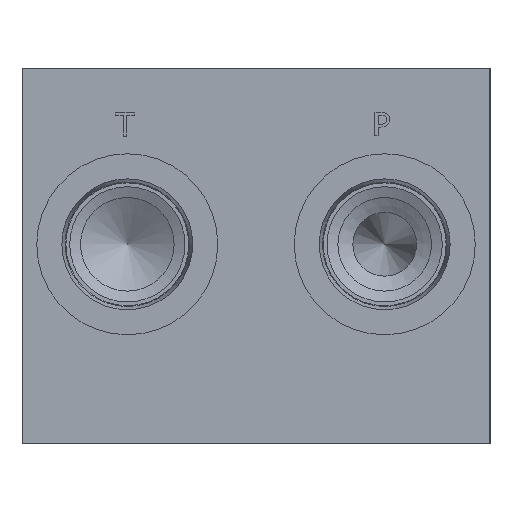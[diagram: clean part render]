
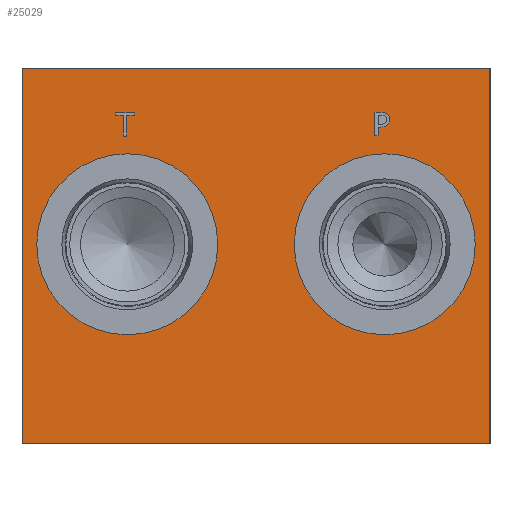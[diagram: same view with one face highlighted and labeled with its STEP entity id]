
A CAD part, left-side view. The second image highlights one B-rep face of the part: STEP entity #25029.
In plain terms, the highlighted planar face has unit normal (-1, 0, 0).
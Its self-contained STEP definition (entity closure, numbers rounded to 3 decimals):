
#667=FACE_BOUND('',#4315,.T.);
#668=FACE_BOUND('',#4316,.T.);
#669=FACE_BOUND('',#4317,.T.);
#670=FACE_BOUND('',#4318,.T.);
#1068=PLANE('',#26239);
#2864=FACE_OUTER_BOUND('',#4314,.T.);
#4314=EDGE_LOOP('',(#20176,#20177,#20178,#20179));
#4315=EDGE_LOOP('',(#20180,#20181));
#4316=EDGE_LOOP('',(#20182,#20183));
#4317=EDGE_LOOP('',(#20184,#20185,#20186,#20187,#20188,#20189,#20190,#20191));
#4318=EDGE_LOOP('',(#20192,#20193,#20194,#20195,#20196,#20197,#20198,#20199,
#20200));
#5836=B_SPLINE_CURVE_WITH_KNOTS('',2,(#39377,#39378,#39379,#39380),
 .UNSPECIFIED.,.F.,.F.,(3,1,3),(0.,1.,2.),.UNSPECIFIED.);
#5838=B_SPLINE_CURVE_WITH_KNOTS('',2,(#39398,#39399,#39400,#39401),
 .UNSPECIFIED.,.F.,.F.,(3,1,3),(0.,1.,2.),.UNSPECIFIED.);
#5840=B_SPLINE_CURVE_WITH_KNOTS('',2,(#39447,#39448,#39449,#39450),
 .UNSPECIFIED.,.F.,.F.,(3,1,3),(0.,1.,2.),.UNSPECIFIED.);
#5842=B_SPLINE_CURVE_WITH_KNOTS('',2,(#39465,#39466,#39467,#39468),
 .UNSPECIFIED.,.F.,.F.,(3,1,3),(0.,1.,2.),.UNSPECIFIED.);
#6137=CIRCLE('',#26240,24.562);
#6138=CIRCLE('',#26241,24.562);
#6139=CIRCLE('',#26242,24.562);
#6140=CIRCLE('',#26243,24.562);
#6754=LINE('',#33013,#8950);
#6931=LINE('',#34251,#9127);
#7231=LINE('',#35873,#9427);
#7832=LINE('',#39410,#10028);
#7835=LINE('',#39416,#10031);
#7838=LINE('',#39422,#10034);
#7841=LINE('',#39428,#10037);
#7844=LINE('',#39434,#10040);
#7848=LINE('',#39475,#10044);
#7849=LINE('',#39486,#10045);
#7850=LINE('',#39488,#10046);
#7851=LINE('',#39490,#10047);
#7852=LINE('',#39492,#10048);
#7853=LINE('',#39494,#10049);
#7854=LINE('',#39496,#10050);
#7855=LINE('',#39498,#10051);
#7856=LINE('',#39499,#10052);
#8950=VECTOR('',#27581,10.);
#9127=VECTOR('',#27880,10.);
#9427=VECTOR('',#28244,10.);
#10028=VECTOR('',#29277,10.);
#10031=VECTOR('',#29282,10.);
#10034=VECTOR('',#29287,10.);
#10037=VECTOR('',#29292,10.);
#10040=VECTOR('',#29297,10.);
#10044=VECTOR('',#29305,10.);
#10045=VECTOR('',#29314,10.);
#10046=VECTOR('',#29315,10.);
#10047=VECTOR('',#29316,10.);
#10048=VECTOR('',#29317,10.);
#10049=VECTOR('',#29318,10.);
#10050=VECTOR('',#29319,10.);
#10051=VECTOR('',#29320,10.);
#10052=VECTOR('',#29321,10.);
#11136=VERTEX_POINT('',#33009);
#11138=VERTEX_POINT('',#33012);
#11378=VERTEX_POINT('',#34249);
#11836=VERTEX_POINT('',#35872);
#12374=VERTEX_POINT('',#39375);
#12375=VERTEX_POINT('',#39376);
#12378=VERTEX_POINT('',#39397);
#12380=VERTEX_POINT('',#39409);
#12382=VERTEX_POINT('',#39415);
#12384=VERTEX_POINT('',#39421);
#12386=VERTEX_POINT('',#39427);
#12388=VERTEX_POINT('',#39433);
#12390=VERTEX_POINT('',#39446);
#12392=VERTEX_POINT('',#39476);
#12393=VERTEX_POINT('',#39477);
#12394=VERTEX_POINT('',#39480);
#12395=VERTEX_POINT('',#39481);
#12396=VERTEX_POINT('',#39484);
#12397=VERTEX_POINT('',#39485);
#12398=VERTEX_POINT('',#39487);
#12399=VERTEX_POINT('',#39489);
#12400=VERTEX_POINT('',#39491);
#12401=VERTEX_POINT('',#39493);
#12402=VERTEX_POINT('',#39495);
#12403=VERTEX_POINT('',#39497);
#13614=EDGE_CURVE('',#11138,#11136,#6754,.T.);
#13925=EDGE_CURVE('',#11136,#11378,#6931,.T.);
#14415=EDGE_CURVE('',#11138,#11836,#7231,.T.);
#15269=EDGE_CURVE('',#12374,#12375,#5836,.T.);
#15273=EDGE_CURVE('',#12378,#12374,#5838,.T.);
#15276=EDGE_CURVE('',#12380,#12378,#7832,.T.);
#15279=EDGE_CURVE('',#12382,#12380,#7835,.T.);
#15282=EDGE_CURVE('',#12384,#12382,#7838,.T.);
#15285=EDGE_CURVE('',#12386,#12384,#7841,.T.);
#15288=EDGE_CURVE('',#12388,#12386,#7844,.T.);
#15291=EDGE_CURVE('',#12390,#12388,#5840,.T.);
#15294=EDGE_CURVE('',#12375,#12390,#5842,.T.);
#15296=EDGE_CURVE('',#11836,#11378,#7848,.T.);
#15297=EDGE_CURVE('',#12392,#12393,#6137,.T.);
#15298=EDGE_CURVE('',#12393,#12392,#6138,.T.);
#15299=EDGE_CURVE('',#12394,#12395,#6139,.T.);
#15300=EDGE_CURVE('',#12395,#12394,#6140,.T.);
#15301=EDGE_CURVE('',#12396,#12397,#7849,.T.);
#15302=EDGE_CURVE('',#12397,#12398,#7850,.T.);
#15303=EDGE_CURVE('',#12398,#12399,#7851,.T.);
#15304=EDGE_CURVE('',#12399,#12400,#7852,.T.);
#15305=EDGE_CURVE('',#12400,#12401,#7853,.T.);
#15306=EDGE_CURVE('',#12401,#12402,#7854,.T.);
#15307=EDGE_CURVE('',#12402,#12403,#7855,.T.);
#15308=EDGE_CURVE('',#12403,#12396,#7856,.T.);
#20176=ORIENTED_EDGE('',*,*,#13614,.T.);
#20177=ORIENTED_EDGE('',*,*,#13925,.T.);
#20178=ORIENTED_EDGE('',*,*,#15296,.F.);
#20179=ORIENTED_EDGE('',*,*,#14415,.F.);
#20180=ORIENTED_EDGE('',*,*,#15297,.T.);
#20181=ORIENTED_EDGE('',*,*,#15298,.T.);
#20182=ORIENTED_EDGE('',*,*,#15299,.T.);
#20183=ORIENTED_EDGE('',*,*,#15300,.T.);
#20184=ORIENTED_EDGE('',*,*,#15301,.T.);
#20185=ORIENTED_EDGE('',*,*,#15302,.T.);
#20186=ORIENTED_EDGE('',*,*,#15303,.T.);
#20187=ORIENTED_EDGE('',*,*,#15304,.T.);
#20188=ORIENTED_EDGE('',*,*,#15305,.T.);
#20189=ORIENTED_EDGE('',*,*,#15306,.T.);
#20190=ORIENTED_EDGE('',*,*,#15307,.T.);
#20191=ORIENTED_EDGE('',*,*,#15308,.T.);
#20192=ORIENTED_EDGE('',*,*,#15269,.T.);
#20193=ORIENTED_EDGE('',*,*,#15294,.T.);
#20194=ORIENTED_EDGE('',*,*,#15291,.T.);
#20195=ORIENTED_EDGE('',*,*,#15288,.T.);
#20196=ORIENTED_EDGE('',*,*,#15285,.T.);
#20197=ORIENTED_EDGE('',*,*,#15282,.T.);
#20198=ORIENTED_EDGE('',*,*,#15279,.T.);
#20199=ORIENTED_EDGE('',*,*,#15276,.T.);
#20200=ORIENTED_EDGE('',*,*,#15273,.T.);
#25029=ADVANCED_FACE('',(#2864,#667,#668,#669,#670),#1068,.T.);
#26239=AXIS2_PLACEMENT_3D('',#39474,#29303,#29304);
#26240=AXIS2_PLACEMENT_3D('',#39478,#29306,#29307);
#26241=AXIS2_PLACEMENT_3D('',#39479,#29308,#29309);
#26242=AXIS2_PLACEMENT_3D('',#39482,#29310,#29311);
#26243=AXIS2_PLACEMENT_3D('',#39483,#29312,#29313);
#27581=DIRECTION('',(0.,-1.,0.));
#27880=DIRECTION('',(0.,0.,1.));
#28244=DIRECTION('',(0.,0.,1.));
#29277=DIRECTION('',(0.,-1.,0.));
#29282=DIRECTION('',(0.,0.,1.));
#29287=DIRECTION('',(0.,1.,0.));
#29292=DIRECTION('',(0.,0.,-1.));
#29297=DIRECTION('',(0.,1.,0.));
#29303=DIRECTION('center_axis',(-1.,0.,0.));
#29304=DIRECTION('ref_axis',(0.,-1.,0.));
#29305=DIRECTION('',(0.,-1.,0.));
#29306=DIRECTION('center_axis',(1.,0.,0.));
#29307=DIRECTION('ref_axis',(0.,0.,1.));
#29308=DIRECTION('center_axis',(1.,0.,0.));
#29309=DIRECTION('ref_axis',(0.,0.,1.));
#29310=DIRECTION('center_axis',(1.,0.,0.));
#29311=DIRECTION('ref_axis',(0.,1.,0.));
#29312=DIRECTION('center_axis',(1.,0.,0.));
#29313=DIRECTION('ref_axis',(0.,1.,0.));
#29314=DIRECTION('',(0.,1.,0.));
#29315=DIRECTION('',(0.,0.,1.));
#29316=DIRECTION('',(0.,1.,0.));
#29317=DIRECTION('',(0.,0.,1.));
#29318=DIRECTION('',(0.,-1.,0.));
#29319=DIRECTION('',(0.,0.,-1.));
#29320=DIRECTION('',(0.,1.,0.));
#29321=DIRECTION('',(0.,0.,-1.));
#33009=CARTESIAN_POINT('',(0.,0.,0.));
#33012=CARTESIAN_POINT('',(0.,127.,0.));
#33013=CARTESIAN_POINT('',(0.,127.,0.));
#34249=CARTESIAN_POINT('',(0.,0.,101.6));
#34251=CARTESIAN_POINT('',(0.,0.,0.));
#35872=CARTESIAN_POINT('',(0.,127.,101.6));
#35873=CARTESIAN_POINT('',(0.,127.,0.));
#39375=CARTESIAN_POINT('',(0.,27.976,89.393));
#39376=CARTESIAN_POINT('',(0.,27.22,87.875));
#39377=CARTESIAN_POINT('Ctrl Pts',(0.,27.976,89.393));
#39378=CARTESIAN_POINT('Ctrl Pts',(0.,27.621,89.151));
#39379=CARTESIAN_POINT('Ctrl Pts',(0.,27.22,88.405));
#39380=CARTESIAN_POINT('Ctrl Pts',(0.,27.22,87.875));
#39397=CARTESIAN_POINT('',(0.,29.639,89.789));
#39398=CARTESIAN_POINT('Ctrl Pts',(0.,29.639,89.789));
#39399=CARTESIAN_POINT('Ctrl Pts',(0.,29.073,89.789));
#39400=CARTESIAN_POINT('Ctrl Pts',(0.,28.28,89.604));
#39401=CARTESIAN_POINT('Ctrl Pts',(0.,27.976,89.393));
#39409=CARTESIAN_POINT('',(0.,31.234,89.789));
#39410=CARTESIAN_POINT('',(0.,79.117,89.789));
#39415=CARTESIAN_POINT('',(0.,31.234,83.439));
#39416=CARTESIAN_POINT('',(0.,31.234,41.719));
#39421=CARTESIAN_POINT('',(0.,30.39,83.439));
#39422=CARTESIAN_POINT('',(0.,78.695,83.439));
#39427=CARTESIAN_POINT('',(0.,30.39,85.806));
#39428=CARTESIAN_POINT('',(0.,30.39,42.903));
#39433=CARTESIAN_POINT('',(0.,29.675,85.806));
#39434=CARTESIAN_POINT('',(0.,78.337,85.806));
#39446=CARTESIAN_POINT('',(0.,27.776,86.465));
#39447=CARTESIAN_POINT('Ctrl Pts',(0.,27.776,86.465));
#39448=CARTESIAN_POINT('Ctrl Pts',(0.,28.105,86.141));
#39449=CARTESIAN_POINT('Ctrl Pts',(0.,28.995,85.806));
#39450=CARTESIAN_POINT('Ctrl Pts',(0.,29.675,85.806));
#39465=CARTESIAN_POINT('Ctrl Pts',(0.,27.22,87.875));
#39466=CARTESIAN_POINT('Ctrl Pts',(0.,27.22,87.463));
#39467=CARTESIAN_POINT('Ctrl Pts',(0.,27.513,86.722));
#39468=CARTESIAN_POINT('Ctrl Pts',(0.,27.776,86.465));
#39474=CARTESIAN_POINT('Origin',(0.,127.,0.));
#39475=CARTESIAN_POINT('',(0.,127.,101.6));
#39476=CARTESIAN_POINT('',(0.,98.425,78.537));
#39477=CARTESIAN_POINT('',(0.,98.425,29.413));
#39478=CARTESIAN_POINT('Origin',(0.,98.425,53.975));
#39479=CARTESIAN_POINT('Origin',(0.,98.425,53.975));
#39480=CARTESIAN_POINT('',(0.,53.137,53.975));
#39481=CARTESIAN_POINT('',(0.,4.013,53.975));
#39482=CARTESIAN_POINT('Origin',(0.,28.575,53.975));
#39483=CARTESIAN_POINT('Origin',(0.,28.575,53.975));
#39484=CARTESIAN_POINT('',(0.,98.631,83.344));
#39485=CARTESIAN_POINT('',(0.,99.475,83.344));
#39486=CARTESIAN_POINT('',(0.,112.815,83.344));
#39487=CARTESIAN_POINT('',(0.,99.475,88.942));
#39488=CARTESIAN_POINT('',(0.,99.475,41.672));
#39489=CARTESIAN_POINT('',(0.,101.605,88.942));
#39490=CARTESIAN_POINT('',(0.,113.237,88.942));
#39491=CARTESIAN_POINT('',(0.,101.605,89.694));
#39492=CARTESIAN_POINT('',(0.,101.605,44.471));
#39493=CARTESIAN_POINT('',(0.,96.5,89.694));
#39494=CARTESIAN_POINT('',(0.,114.303,89.694));
#39495=CARTESIAN_POINT('',(0.,96.5,88.942));
#39496=CARTESIAN_POINT('',(0.,96.5,44.847));
#39497=CARTESIAN_POINT('',(0.,98.631,88.942));
#39498=CARTESIAN_POINT('',(0.,111.75,88.942));
#39499=CARTESIAN_POINT('',(0.,98.631,44.471));
